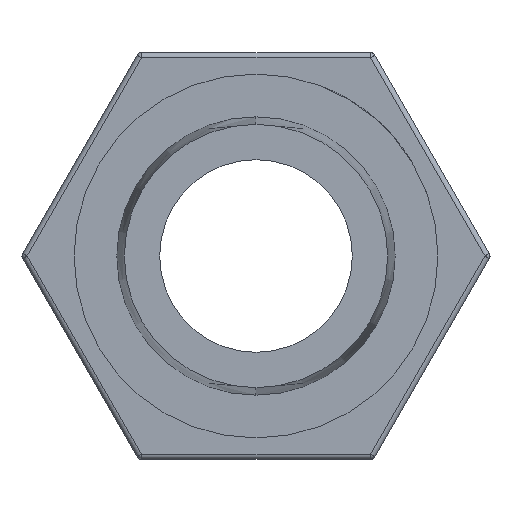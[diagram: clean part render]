
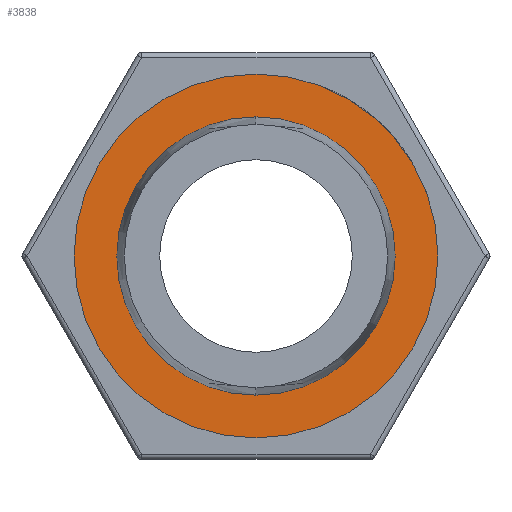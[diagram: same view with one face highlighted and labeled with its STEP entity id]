
A CAD part, left-side view. The second image highlights one B-rep face of the part: STEP entity #3838.
In plain terms, the highlighted planar face has unit normal (-1, 0, 0).
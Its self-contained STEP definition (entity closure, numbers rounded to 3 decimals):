
#87 = CARTESIAN_POINT ( 'NONE',  ( 7.5, 0., 6.5 ) ) ;
#145 = VERTEX_POINT ( 'NONE', #1272 ) ;
#258 = CARTESIAN_POINT ( 'NONE',  ( 7.5, 0., 0. ) ) ;
#295 = CIRCLE ( 'NONE', #3155, 6.5 ) ;
#763 = DIRECTION ( 'NONE',  ( -1., 0., 0. ) ) ;
#1161 = ORIENTED_EDGE ( 'NONE', *, *, #4300, .F. ) ;
#1272 = CARTESIAN_POINT ( 'NONE',  ( 7.5, 0., 8.5 ) ) ;
#1435 = DIRECTION ( 'NONE',  ( 0., 0., -1. ) ) ;
#1507 = EDGE_CURVE ( 'NONE', #145, #1667, #1938, .T. ) ;
#1554 = CARTESIAN_POINT ( 'NONE',  ( 7.5, 6.5, 0. ) ) ;
#1610 = DIRECTION ( 'NONE',  ( 0., 0., 1. ) ) ;
#1645 = DIRECTION ( 'NONE',  ( 0., 0., 1. ) ) ;
#1667 = VERTEX_POINT ( 'NONE', #4039 ) ;
#1938 = CIRCLE ( 'NONE', #3986, 8.5 ) ;
#2040 = CARTESIAN_POINT ( 'NONE',  ( 7.5, 0., 0. ) ) ;
#2444 = CARTESIAN_POINT ( 'NONE',  ( 7.5, 0., -6.5 ) ) ;
#2454 = EDGE_CURVE ( 'NONE', #5059, #4214, #295, .T. ) ;
#2461 = ORIENTED_EDGE ( 'NONE', *, *, #1507, .T. ) ;
#2558 = DIRECTION ( 'NONE',  ( -1., 0., 0. ) ) ;
#2743 = ORIENTED_EDGE ( 'NONE', *, *, #2454, .F. ) ;
#2775 = AXIS2_PLACEMENT_3D ( 'NONE', #5140, #4318, #3382 ) ;
#3155 = AXIS2_PLACEMENT_3D ( 'NONE', #2040, #763, #1610 ) ;
#3237 = PLANE ( 'NONE',  #4565 ) ;
#3299 = FACE_OUTER_BOUND ( 'NONE', #5607, .T. ) ;
#3382 = DIRECTION ( 'NONE',  ( 0., 0., 1. ) ) ;
#3676 = DIRECTION ( 'NONE',  ( 1., 0., 0. ) ) ;
#3704 = FACE_BOUND ( 'NONE', #5437, .T. ) ;
#3755 = DIRECTION ( 'NONE',  ( -1., 0., 0. ) ) ;
#3838 = ADVANCED_FACE ( 'NONE', ( #3704, #3299 ), #3237, .F. ) ;
#3986 = AXIS2_PLACEMENT_3D ( 'NONE', #258, #2558, #4348 ) ;
#4039 = CARTESIAN_POINT ( 'NONE',  ( 7.5, 0., -8.5 ) ) ;
#4082 = AXIS2_PLACEMENT_3D ( 'NONE', #5266, #3755, #1645 ) ;
#4214 = VERTEX_POINT ( 'NONE', #2444 ) ;
#4300 = EDGE_CURVE ( 'NONE', #4214, #5059, #5589, .T. ) ;
#4318 = DIRECTION ( 'NONE',  ( -1., 0., 0. ) ) ;
#4348 = DIRECTION ( 'NONE',  ( 0., 0., 1. ) ) ;
#4397 = ORIENTED_EDGE ( 'NONE', *, *, #4583, .T. ) ;
#4565 = AXIS2_PLACEMENT_3D ( 'NONE', #1554, #3676, #1435 ) ;
#4583 = EDGE_CURVE ( 'NONE', #1667, #145, #5136, .T. ) ;
#5059 = VERTEX_POINT ( 'NONE', #87 ) ;
#5136 = CIRCLE ( 'NONE', #4082, 8.5 ) ;
#5140 = CARTESIAN_POINT ( 'NONE',  ( 7.5, 0., 0. ) ) ;
#5266 = CARTESIAN_POINT ( 'NONE',  ( 7.5, 0., 0. ) ) ;
#5437 = EDGE_LOOP ( 'NONE', ( #2743, #1161 ) ) ;
#5589 = CIRCLE ( 'NONE', #2775, 6.5 ) ;
#5607 = EDGE_LOOP ( 'NONE', ( #2461, #4397 ) ) ;
